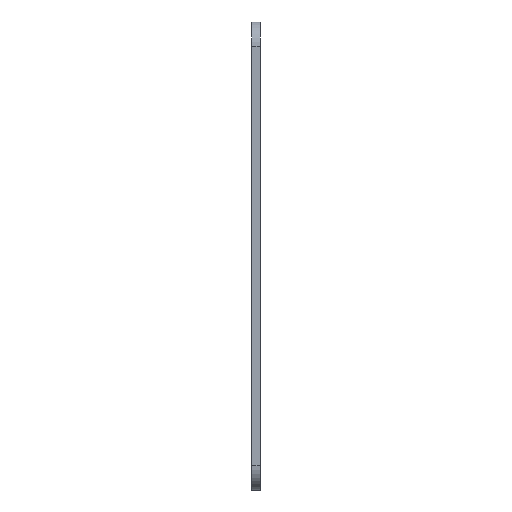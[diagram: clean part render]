
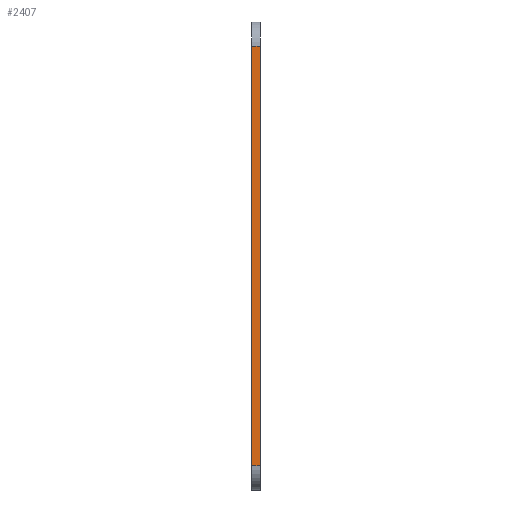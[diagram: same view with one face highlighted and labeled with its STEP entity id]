
A CAD part, left-side view. The second image highlights one B-rep face of the part: STEP entity #2407.
In plain terms, the highlighted planar face has unit normal (-1, 0, 0).
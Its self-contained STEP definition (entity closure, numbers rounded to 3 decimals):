
#255 = CARTESIAN_POINT ( 'NONE',  ( 0., 5., -273.048 ) ) ;
#340 = EDGE_CURVE ( 'NONE', #1418, #946, #2929, .T. ) ;
#350 = CARTESIAN_POINT ( 'NONE',  ( 0., 5., -15. ) ) ;
#517 = PLANE ( 'NONE',  #2022 ) ;
#569 = VECTOR ( 'NONE', #1375, 1000. ) ;
#580 = ORIENTED_EDGE ( 'NONE', *, *, #340, .F. ) ;
#756 = FACE_OUTER_BOUND ( 'NONE', #2549, .T. ) ;
#836 = DIRECTION ( 'NONE',  ( 0., 0., 1. ) ) ;
#850 = LINE ( 'NONE', #350, #1995 ) ;
#946 = VERTEX_POINT ( 'NONE', #2771 ) ;
#1007 = DIRECTION ( 'NONE',  ( 0., -1., 0. ) ) ;
#1087 = CARTESIAN_POINT ( 'NONE',  ( 0., 5., -273.048 ) ) ;
#1207 = LINE ( 'NONE', #3042, #569 ) ;
#1308 = ORIENTED_EDGE ( 'NONE', *, *, #3088, .T. ) ;
#1375 = DIRECTION ( 'NONE',  ( 0., 0., 1. ) ) ;
#1418 = VERTEX_POINT ( 'NONE', #2647 ) ;
#1522 = DIRECTION ( 'NONE',  ( 0., 0., -1. ) ) ;
#1537 = ORIENTED_EDGE ( 'NONE', *, *, #1580, .T. ) ;
#1554 = VECTOR ( 'NONE', #2670, 1000. ) ;
#1580 = EDGE_CURVE ( 'NONE', #1736, #2326, #3056, .T. ) ;
#1733 = EDGE_CURVE ( 'NONE', #1736, #1418, #850, .T. ) ;
#1736 = VERTEX_POINT ( 'NONE', #1087 ) ;
#1751 = DIRECTION ( 'NONE',  ( 1., 0., 0. ) ) ;
#1854 = ORIENTED_EDGE ( 'NONE', *, *, #1733, .F. ) ;
#1910 = CARTESIAN_POINT ( 'NONE',  ( 0., 5., -15. ) ) ;
#1995 = VECTOR ( 'NONE', #836, 1000. ) ;
#2022 = AXIS2_PLACEMENT_3D ( 'NONE', #2416, #1751, #1522 ) ;
#2326 = VERTEX_POINT ( 'NONE', #2596 ) ;
#2407 = ADVANCED_FACE ( 'NONE', ( #756 ), #517, .F. ) ;
#2416 = CARTESIAN_POINT ( 'NONE',  ( 0., 5., -15. ) ) ;
#2538 = VECTOR ( 'NONE', #1007, 1000. ) ;
#2549 = EDGE_LOOP ( 'NONE', ( #1308, #580, #1854, #1537 ) ) ;
#2596 = CARTESIAN_POINT ( 'NONE',  ( 0., 0., -273.048 ) ) ;
#2647 = CARTESIAN_POINT ( 'NONE',  ( 0., 5., -15. ) ) ;
#2670 = DIRECTION ( 'NONE',  ( 0., -1., 0. ) ) ;
#2771 = CARTESIAN_POINT ( 'NONE',  ( 0., 0., -15. ) ) ;
#2929 = LINE ( 'NONE', #1910, #2538 ) ;
#3042 = CARTESIAN_POINT ( 'NONE',  ( 0., 0., -15. ) ) ;
#3056 = LINE ( 'NONE', #255, #1554 ) ;
#3088 = EDGE_CURVE ( 'NONE', #2326, #946, #1207, .T. ) ;
